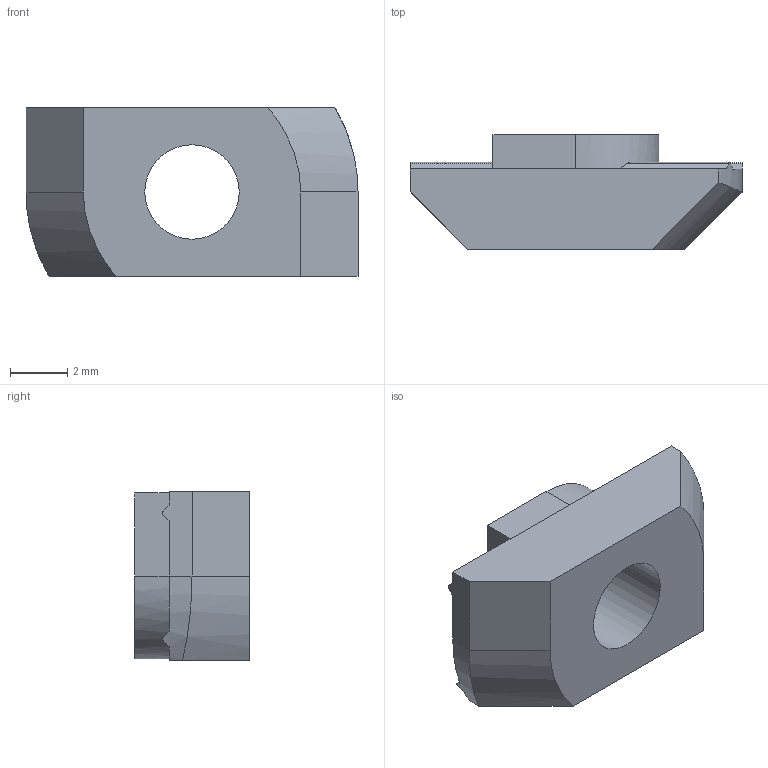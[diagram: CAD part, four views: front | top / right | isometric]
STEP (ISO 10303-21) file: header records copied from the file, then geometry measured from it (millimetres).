
FILE_DESCRIPTION(('STEP AP214'),'1');
FILE_NAME('cctmp_ABE1C266-AB6E-4FD4-9226-FFC03D130FE1_2020_1_10_10_23_48_830..stp','2020-01-10T09:23:48',('Bosch Rexroth AG'),('CADClick - www.CADClick.com'),'Spatial InterOp 3D',' ','unknown authorization - (Healing Option Enabled)');
FILE_SCHEMA(('AUTOMOTIVE_DESIGN'));
Length unit declared in the file: millimetre
Products named in the file (1): 2020_01_10__10-23-48-830
Bounding box: 11.6 x 4 x 5.9 mm (x, y, z)
Volume: 165.1 mm3; surface area: 256.2 mm2
Topology: 1 solids, 1 shells, 36 faces, 100 edges, 66 vertices
Faces by surface type: plane 24, cylinder 12
Entity records: 1518 total; most frequent: CARTESIAN_POINT 255, DIRECTION 200, ORIENTED_EDGE 200, EDGE_CURVE 100, AXIS2_PLACEMENT_3D 67, VERTEX_POINT 66, LINE 66, VECTOR 66
